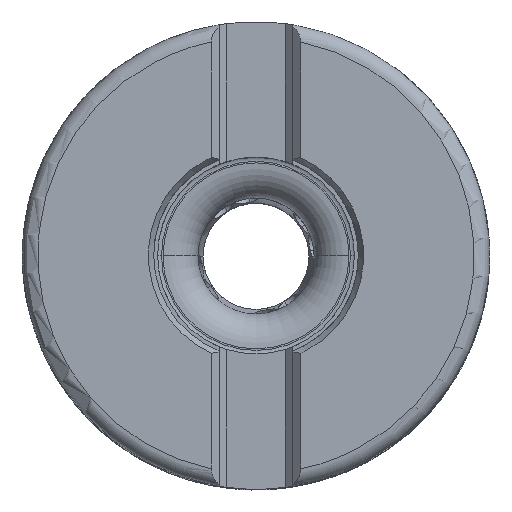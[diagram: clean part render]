
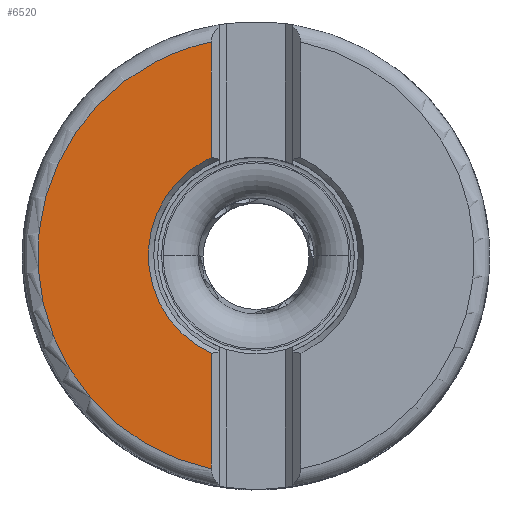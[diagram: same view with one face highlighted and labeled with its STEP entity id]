
A CAD part, top view. The second image highlights one B-rep face of the part: STEP entity #6520.
In plain terms, the highlighted planar face has unit normal (0, 0, 1).
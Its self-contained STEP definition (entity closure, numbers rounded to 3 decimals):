
#1451=PLANE('',#29564);
#2428=LINE('',#55948,#3829);
#2429=LINE('',#55950,#3830);
#3829=VECTOR('',#34272,1.);
#3830=VECTOR('',#34275,1.);
#6520=ADVANCED_FACE('',(#8025),#1451,.T.);
#8025=FACE_OUTER_BOUND('',#9481,.T.);
#9481=EDGE_LOOP('',(#13894,#13895,#13896,#13897,#13898,#13899));
#13894=ORIENTED_EDGE('',*,*,#24038,.F.);
#13895=ORIENTED_EDGE('',*,*,#24035,.F.);
#13896=ORIENTED_EDGE('',*,*,#24034,.F.);
#13897=ORIENTED_EDGE('',*,*,#24039,.F.);
#13898=ORIENTED_EDGE('',*,*,#24040,.F.);
#13899=ORIENTED_EDGE('',*,*,#24041,.F.);
#20547=VERTEX_POINT('',#55905);
#20548=VERTEX_POINT('',#55907);
#20549=VERTEX_POINT('',#55909);
#20550=VERTEX_POINT('',#55947);
#20551=VERTEX_POINT('',#55951);
#20552=VERTEX_POINT('',#55953);
#24034=EDGE_CURVE('',#20547,#20548,#26978,.T.);
#24035=EDGE_CURVE('',#20548,#20549,#26979,.T.);
#24038=EDGE_CURVE('',#20549,#20550,#2428,.T.);
#24039=EDGE_CURVE('',#20551,#20547,#2429,.T.);
#24040=EDGE_CURVE('',#20552,#20551,#26980,.T.);
#24041=EDGE_CURVE('',#20550,#20552,#26981,.T.);
#26978=CIRCLE('',#29558,28.163);
#26979=CIRCLE('',#29559,28.163);
#26980=CIRCLE('',#29562,13.893);
#26981=CIRCLE('',#29563,13.893);
#29558=AXIS2_PLACEMENT_3D('',#55906,#34266,#34267);
#29559=AXIS2_PLACEMENT_3D('',#55908,#34268,#34269);
#29562=AXIS2_PLACEMENT_3D('',#55952,#34276,#34277);
#29563=AXIS2_PLACEMENT_3D('',#55954,#34278,#34279);
#29564=AXIS2_PLACEMENT_3D('',#55955,#34280,#34281);
#34266=DIRECTION('',(0.,0.,-1.));
#34267=DIRECTION('',(-0.205,-0.979,0.));
#34268=DIRECTION('',(0.,0.,-1.));
#34269=DIRECTION('',(-0.462,0.887,0.));
#34272=DIRECTION('',(0.,-1.,0.));
#34275=DIRECTION('',(0.,-1.,0.));
#34276=DIRECTION('',(0.,0.,1.));
#34277=DIRECTION('',(-0.462,0.887,0.));
#34278=DIRECTION('',(0.,0.,1.));
#34279=DIRECTION('',(-0.415,0.91,0.));
#34280=DIRECTION('',(0.,0.,1.));
#34281=DIRECTION('',(0.462,-0.887,0.));
#55905=CARTESIAN_POINT('',(-5.763,-27.567,0.));
#55906=CARTESIAN_POINT('',(0.,0.,0.));
#55907=CARTESIAN_POINT('',(-13.017,24.973,0.));
#55908=CARTESIAN_POINT('',(0.,0.,0.));
#55909=CARTESIAN_POINT('',(-5.763,27.567,0.));
#55947=CARTESIAN_POINT('',(-5.763,12.641,0.));
#55948=CARTESIAN_POINT('',(-5.763,27.567,0.));
#55950=CARTESIAN_POINT('',(-5.763,-12.641,0.));
#55951=CARTESIAN_POINT('',(-5.763,-12.641,0.));
#55952=CARTESIAN_POINT('',(0.,0.,0.));
#55953=CARTESIAN_POINT('',(-6.415,12.323,0.));
#55954=CARTESIAN_POINT('',(0.,0.,0.));
#55955=CARTESIAN_POINT('',(-10.584,-1.918,0.));
